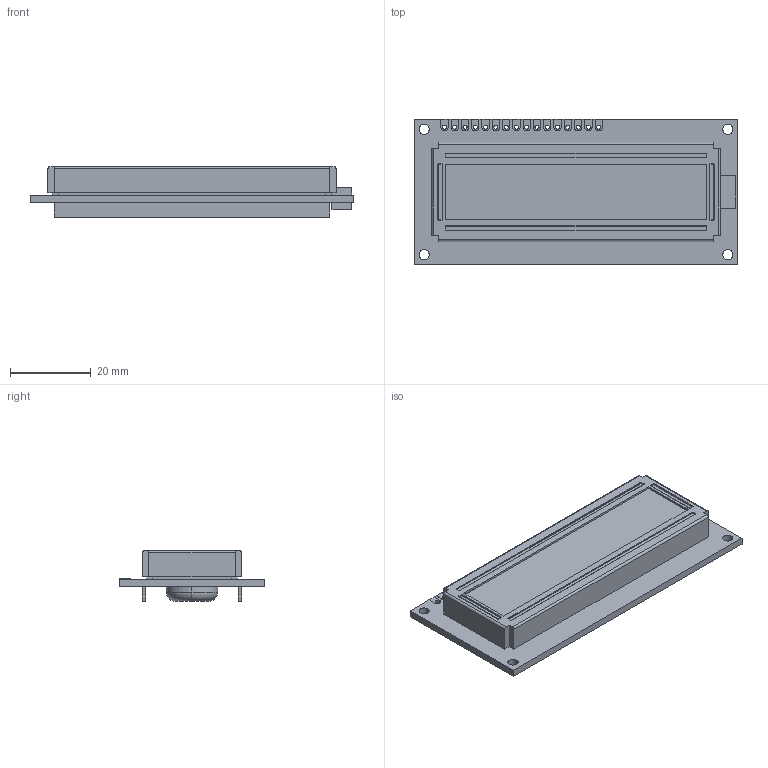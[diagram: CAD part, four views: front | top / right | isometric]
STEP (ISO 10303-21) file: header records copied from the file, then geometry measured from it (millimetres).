
FILE_DESCRIPTION (( 'STEP AP214' ), '1' );
FILE_NAME ('LCD_16x2_NHD-0216XZ-FSW-GBW.STEP', '2014-07-15T09:39:12', ( '' ), ( '' ), 'SwSTEP 2.0', 'SolidWorks 2014', '' );
FILE_SCHEMA (( 'AUTOMOTIVE_DESIGN' ));
Length unit declared in the file: millimetre
Products named in the file (1): LCD_16x2_NHD-0216XZ-FSW-GBW
Bounding box: 80 x 36 x 12.5 mm (x, y, z)
Volume: 17216.1 mm3; surface area: 9482.3 mm2
Topology: 1 solids, 1 shells, 275 faces, 720 edges, 442 vertices
Faces by surface type: plane 131, cylinder 110, torus 18, sphere 16
Entity records: 9958 total; most frequent: DIRECTION 1496, CARTESIAN_POINT 1422, ORIENTED_EDGE 1408, EDGE_CURVE 704, AXIS2_PLACEMENT_3D 516, VECTOR 464, LINE 464, VERTEX_POINT 442
